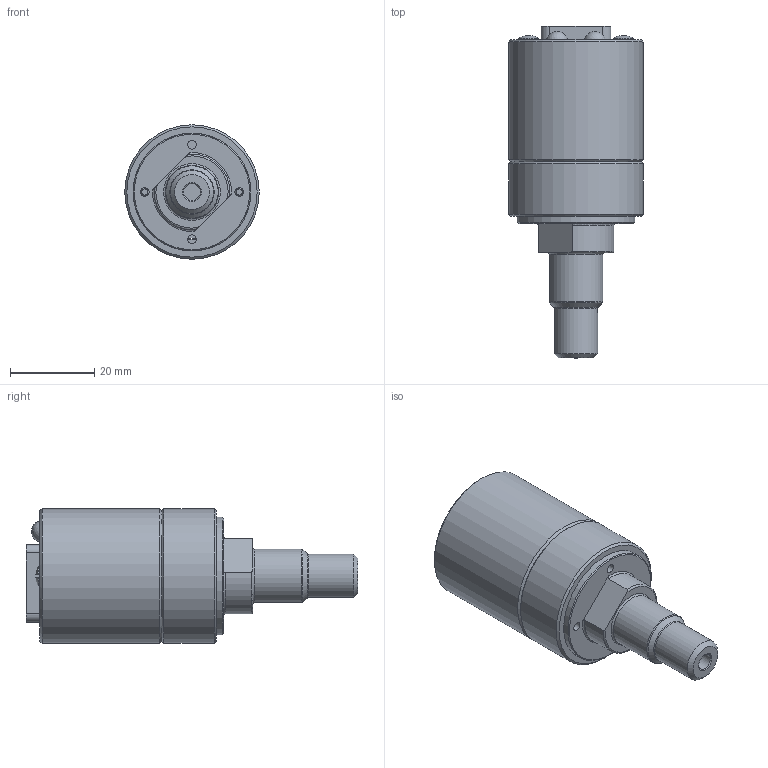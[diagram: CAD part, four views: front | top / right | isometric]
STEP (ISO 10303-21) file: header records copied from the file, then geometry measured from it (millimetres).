
FILE_DESCRIPTION(/* description */ (''),/* implementation_level */ '2;1');
FILE_NAME(/* name */ 'PTR26781 (1).stp',/* time_stamp */ '2025-10-24T16:20:05+02:00',/* author */ ('DVONKRIEGSTE'),/* organization */ (''),/* preprocessor_version */ 'ST-DEVELOPER v18.1',/* originating_system */ 'Autodesk Inventor 2021',/* authorisation */ '');
FILE_SCHEMA (('AUTOMOTIVE_DESIGN { 1 0 10303 214 3 1 1 }'));
Length unit declared in the file: millimetre
Products named in the file (1): PTR26781 (1)
Bounding box: 32 x 79 x 32 mm (x, y, z)
Volume: 15821.6 mm3; surface area: 14675.6 mm2
Topology: 7 solids, 7 shells, 141 faces, 318 edges, 207 vertices
Faces by surface type: plane 70, cylinder 38, cone 20, torus 7, sphere 6
Full cylindrical faces by diameter (mm): 2.05 x4, 2.5 x3, 2.6 x2, 3 x4, 4 x1, 6.5 x1, 10.287 x1, 10.9 x1, 12.7 x1, 12.8 x1, 18 x1, 28 x2, 32 x2
Entity records: 4270 total; most frequent: CARTESIAN_POINT 763, DIRECTION 708, ORIENTED_EDGE 636, EDGE_CURVE 318, AXIS2_PLACEMENT_3D 264, VERTEX_POINT 207, LINE 180, VECTOR 180
